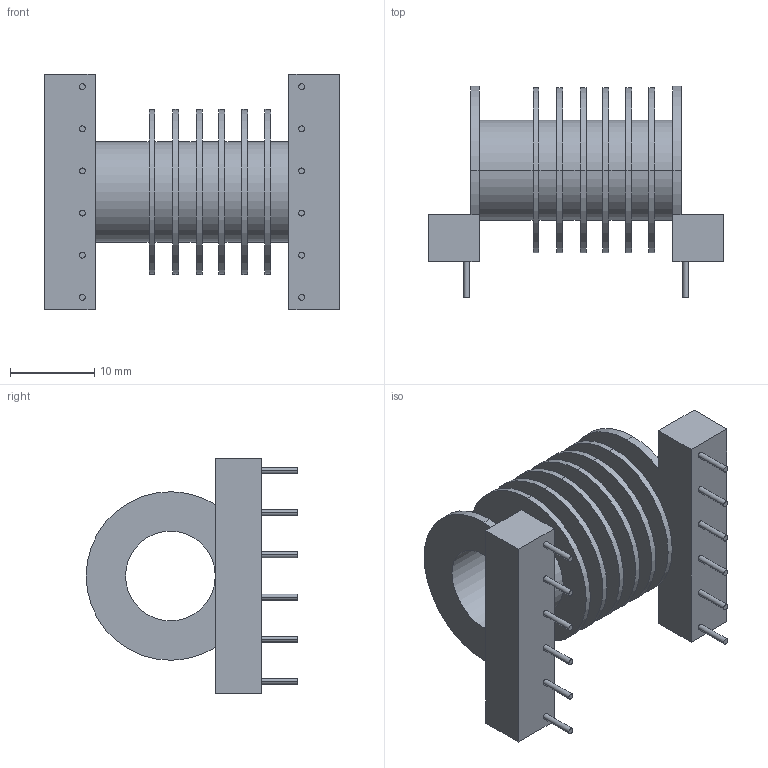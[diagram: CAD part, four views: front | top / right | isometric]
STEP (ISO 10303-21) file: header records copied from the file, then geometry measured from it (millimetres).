
FILE_DESCRIPTION (( 'STEP AP203' ), '1' );
FILE_NAME ('EC2834-7羞.STEP', '2021-06-04T03:43:45', ( '' ), ( '' ), 'SwSTEP 2.0', 'SolidWorks 2021', '' );
FILE_SCHEMA (( 'CONFIG_CONTROL_DESIGN' ));
Length unit declared in the file: millimetre
Products named in the file (1): EC2834-7羞
Bounding box: 35 x 25.12 x 28 mm (x, y, z)
Volume: 3514.6 mm3; surface area: 6298.4 mm2
Topology: 1 solids, 1 shells, 96 faces, 208 edges, 138 vertices
Faces by surface type: cylinder 58, plane 38
Entity records: 2755 total; most frequent: DIRECTION 520, CARTESIAN_POINT 443, ORIENTED_EDGE 416, AXIS2_PLACEMENT_3D 215, EDGE_CURVE 208, VERTEX_POINT 138, EDGE_LOOP 122, CIRCLE 118
